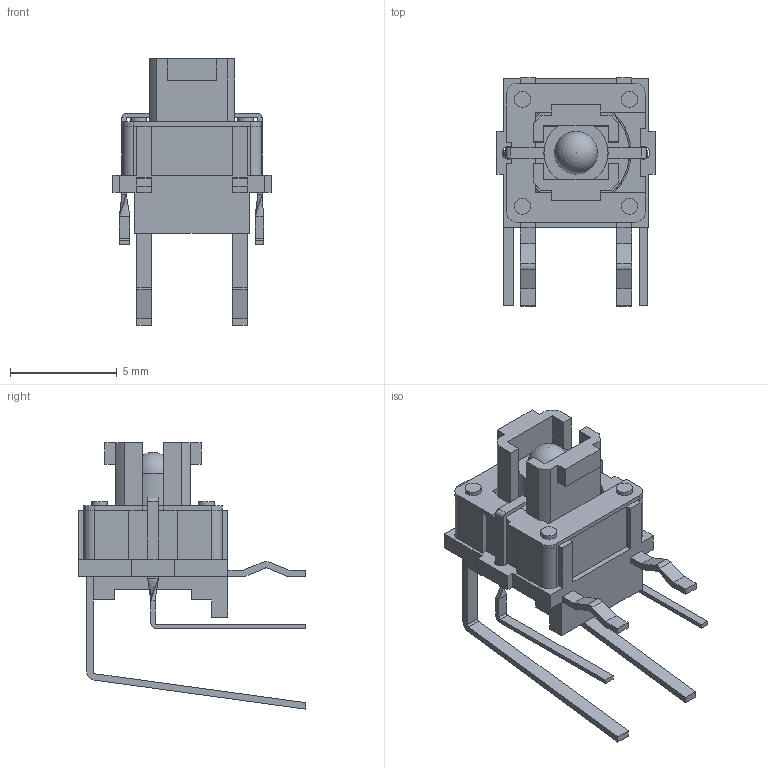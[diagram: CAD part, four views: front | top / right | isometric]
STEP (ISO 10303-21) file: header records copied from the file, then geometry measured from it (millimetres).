
FILE_DESCRIPTION(/* description */ (''),/* implementation_level */ '2;1');
FILE_NAME(/* name */ 'Part9.stp',/* time_stamp */ '2025-12-19T22:47:10-06:00',/* author */ ('jmeyers'),/* organization */ (''),/* preprocessor_version */ 'ST-DEVELOPER v18.1',/* originating_system */ 'Autodesk Inventor 2022',/* authorisation */ '');
FILE_SCHEMA (('AUTOMOTIVE_DESIGN { 1 0 10303 214 3 1 1 }'));
Length unit declared in the file: inch
Products named in the file (1): Part9
Bounding box: 7.4 x 10.65 x 12.45 mm (x, y, z)
Volume: 179.5 mm3; surface area: 617.7 mm2
Topology: 2 solids, 2 shells, 367 faces, 969 edges, 602 vertices
Faces by surface type: plane 244, cylinder 85, sphere 20, bspline 8, torus 7, cone 3
Full cylindrical faces by diameter (mm): 0.6 x2, 0.75 x4, 1 x1
Entity records: 11237 total; most frequent: CARTESIAN_POINT 2104, ORIENTED_EDGE 1902, DIRECTION 1867, EDGE_CURVE 951, LINE 729, VECTOR 729, VERTEX_POINT 602, AXIS2_PLACEMENT_3D 569
